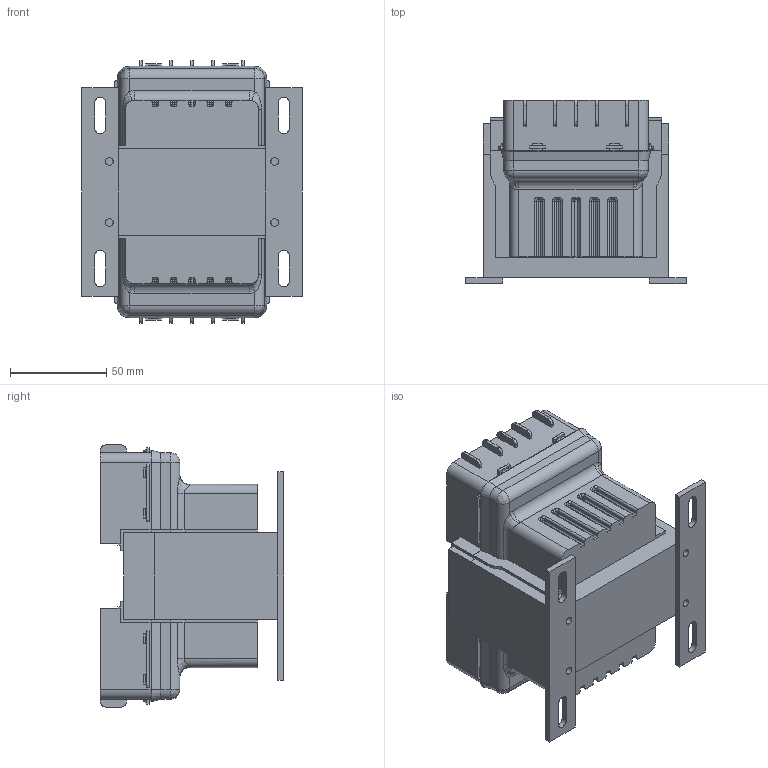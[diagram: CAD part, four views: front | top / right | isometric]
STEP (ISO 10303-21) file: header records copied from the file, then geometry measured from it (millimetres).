
FILE_DESCRIPTION (( 'STEP AP214' ), '1' );
FILE_NAME ('PH250PG.step', '2017-08-15T17:49:28', ( '' ), ( '' ), 'SwSTEP 2.0', 'SolidWorks 2017', '' );
FILE_SCHEMA (( 'AUTOMOTIVE_DESIGN' ));
Length unit declared in the file: inch
Products named in the file (1): PH250PG
Bounding box: 114.3 x 95 x 135.9 mm (x, y, z)
Volume: 762915.2 mm3; surface area: 118995.6 mm2
Topology: 8 solids, 8 shells, 592 faces, 1584 edges, 988 vertices
Faces by surface type: plane 376, cylinder 152, bspline 60, cone 4
Entity records: 19668 total; most frequent: CARTESIAN_POINT 5068, ORIENTED_EDGE 3120, DIRECTION 2836, EDGE_CURVE 1560, VECTOR 1170, LINE 1170, VERTEX_POINT 988, AXIS2_PLACEMENT_3D 833
